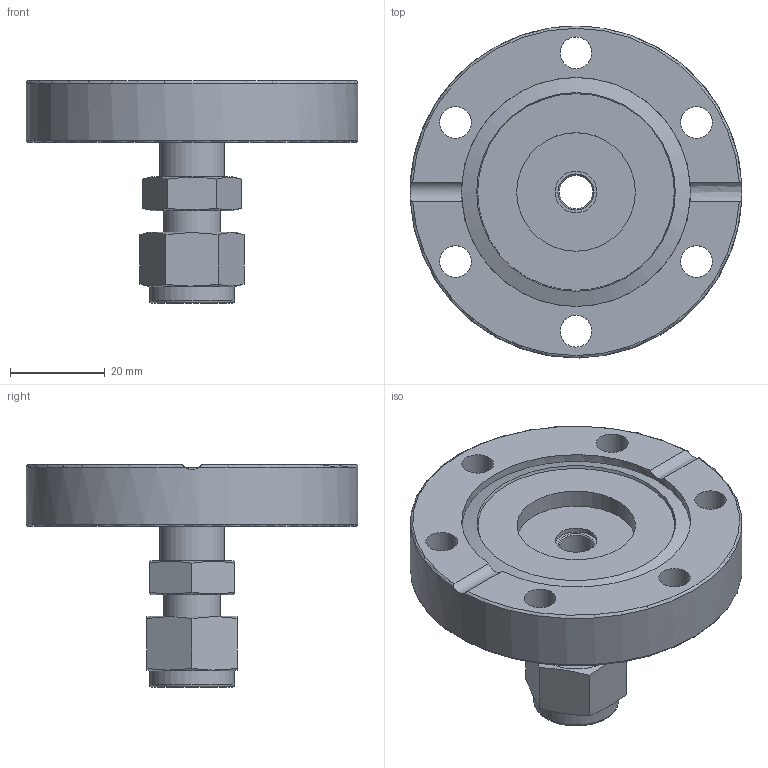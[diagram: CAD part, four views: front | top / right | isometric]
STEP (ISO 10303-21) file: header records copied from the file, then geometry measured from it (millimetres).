
FILE_DESCRIPTION((''),'2;1');
FILE_NAME('F35SWA10M-304.stp','2009-04-15T14:55:41',('hasers'),(''),'Autodesk Inventor 2008','Autodesk Inventor 2008','');
FILE_SCHEMA(('AUTOMOTIVE_DESIGN { 1 0 10303 214 1 1 1 1 }'));
Length unit declared in the file: millimetre
Products named in the file (7): F35SWA10M-304; CF-07 [Keywords [Summary]=1.4301][Company [Summary]=Vacom][Title [Summary]=F35]_3; CWC10M-4P; Koerper; Mutter; Ring1; Ring2
Assembly tree (6 placements, depth 3):
  F35SWA10M-304
    CF-07 [Keywords [Summary]=1.4301][Company [Summary]=Vacom][Title [Summary]=F35]_3
    CWC10M-4P
      Koerper
      Mutter
      Ring1
      Ring2
Bounding box: 70 x 70 x 46.9 mm (x, y, z)
Volume: 48975.3 mm3; surface area: 17663.2 mm2
Topology: 5 solids, 5 shells, 71 faces, 154 edges, 101 vertices
Faces by surface type: plane 31, cylinder 15, bspline 12, cone 9, torus 4
Full cylindrical faces by diameter (mm): 7.1 x1, 10 x4, 10.84 x1, 11.84 x2, 12 x1, 13.7 x1, 17.939 x1, 25 x1, 48.3 x1, 70 x1
Entity records: 2158 total; most frequent: CARTESIAN_POINT 636, DIRECTION 284, ORIENTED_EDGE 220, EDGE_LOOP 136, AXIS2_PLACEMENT_3D 134, EDGE_CURVE 110, VERTEX_POINT 92, FACE_OUTER_BOUND 71
